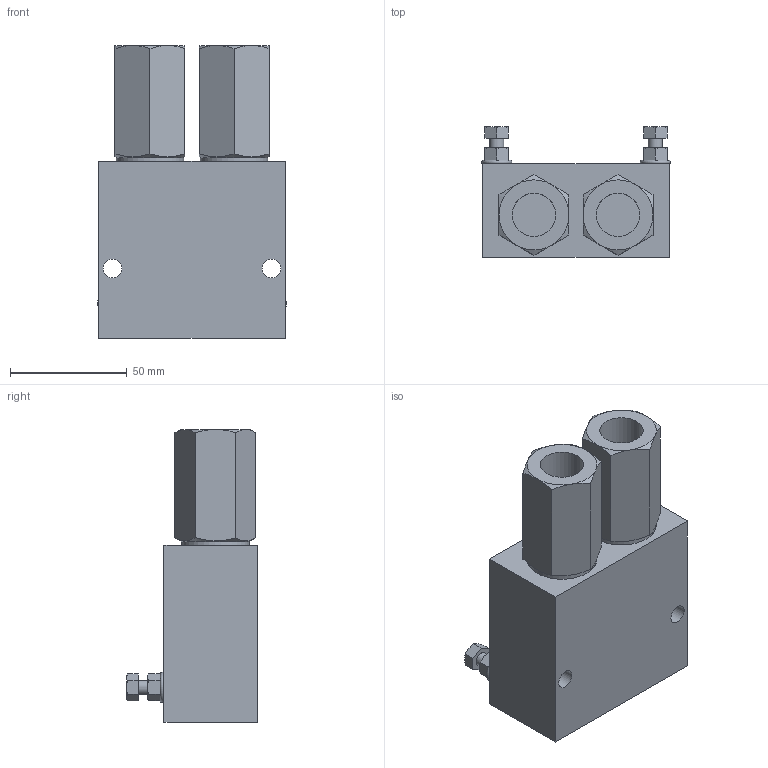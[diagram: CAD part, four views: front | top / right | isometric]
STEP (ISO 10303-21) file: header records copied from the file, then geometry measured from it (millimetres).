
FILE_DESCRIPTION( ( 'STEP AP214' ), '1' );
FILE_NAME( 'RØR MOTION CONTROL VALVE LHK 33G-21.stp', '2019-09-17T08:34:43', ( '' ), ( '' ), ' ', 'PARTsolutions', ' ' );
FILE_SCHEMA( ( 'AUTOMOTIVE_DESIGN { 1 0 10303 214 1 1 1 1 }' ) );
Length unit declared in the file: millimetre
Products named in the file (4): 61851375 HAWE LHK 33 G(F) -21; _HAWE LHK 33 G(F) -21; _HAWE LHK33-33SL; _HAWE Schr-6kt-SEAL-LOCK-BundMut-M6
Assembly tree (5 placements, depth 2):
  61851375 HAWE LHK 33 G(F) -21
    _HAWE LHK 33 G(F) -21
    _HAWE LHK33-33SL  x2
    _HAWE Schr-6kt-SEAL-LOCK-BundMut-M6  x2
Bounding box: 80.91 x 56 x 125.5 mm (x, y, z)
Volume: 269846.6 mm3; surface area: 58085.5 mm2
Topology: 5 solids, 5 shells, 156 faces, 338 edges, 214 vertices
Faces by surface type: plane 84, cone 42, cylinder 28, torus 2
Full cylindrical faces by diameter (mm): 6 x2, 6.5 x2, 8 x2, 12 x2, 18.63 x4, 24 x2, 25.7 x2, 26 x2, 28 x4, 29 x4, 30 x2
Entity records: 3452 total; most frequent: CARTESIAN_POINT 705, DIRECTION 390, ORIENTED_EDGE 342, AXIS2_PLACEMENT_3D 171, EDGE_CURVE 171, EDGE_LOOP 144, VERTEX_POINT 126, FACE_OUTER_BOUND 119
